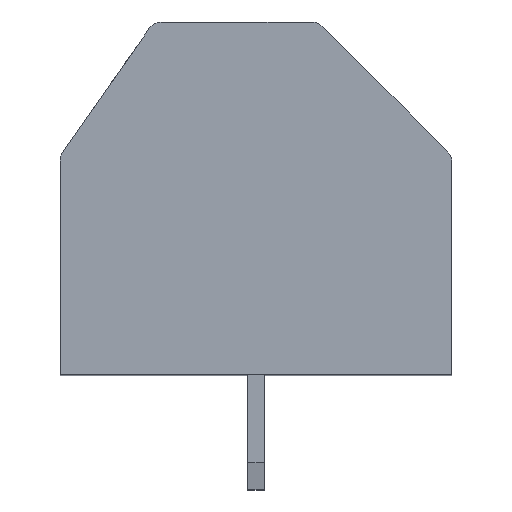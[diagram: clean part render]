
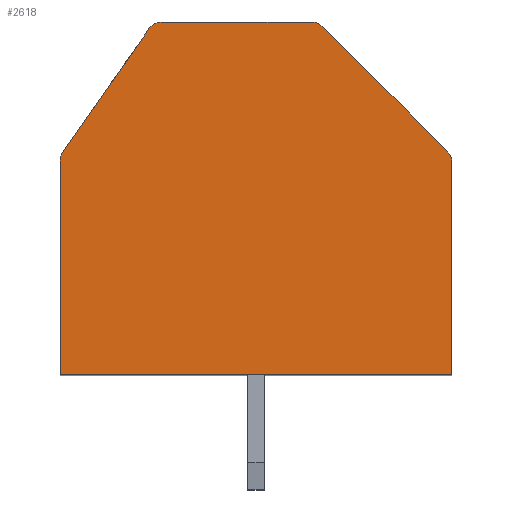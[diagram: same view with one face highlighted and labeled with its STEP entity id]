
A CAD part, top view. The second image highlights one B-rep face of the part: STEP entity #2618.
In plain terms, the highlighted planar face has unit normal (0, 0, 1).
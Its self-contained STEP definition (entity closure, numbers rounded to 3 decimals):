
#817=CARTESIAN_POINT('',(1.693,4.9,3.));
#818=DIRECTION('',(0.,0.,1.));
#819=DIRECTION('',(0.707,0.707,0.));
#820=AXIS2_PLACEMENT_3D('',#817,#818,#819);
#822=DIRECTION('',(-0.707,0.707,0.));
#823=VECTOR('',#822,5.384);
#824=CARTESIAN_POINT('',(5.854,1.446,3.));
#825=LINE('',#824,#823);
#826=CARTESIAN_POINT('',(5.5,1.093,3.));
#827=DIRECTION('',(0.,0.,1.));
#828=DIRECTION('',(1.,0.,0.));
#829=AXIS2_PLACEMENT_3D('',#826,#827,#828);
#831=DIRECTION('',(0.,1.,0.));
#832=VECTOR('',#831,6.493);
#833=CARTESIAN_POINT('',(6.,-5.4,3.));
#834=LINE('',#833,#832);
#835=DIRECTION('',(1.,0.,0.));
#836=VECTOR('',#835,12.);
#837=CARTESIAN_POINT('',(-6.,-5.4,3.));
#838=LINE('',#837,#836);
#839=DIRECTION('',(0.,-1.,0.));
#840=VECTOR('',#839,6.542);
#841=CARTESIAN_POINT('',(-6.,1.142,3.));
#842=LINE('',#841,#840);
#843=CARTESIAN_POINT('',(-5.5,1.142,3.));
#844=DIRECTION('',(0.,0.,1.));
#845=DIRECTION('',(-0.819,0.574,0.));
#846=AXIS2_PLACEMENT_3D('',#843,#844,#845);
#848=DIRECTION('',(-0.574,-0.819,0.));
#849=VECTOR('',#848,4.587);
#850=CARTESIAN_POINT('',(-3.278,5.187,3.));
#851=LINE('',#850,#849);
#852=CARTESIAN_POINT('',(-2.869,4.9,3.));
#853=DIRECTION('',(0.,0.,1.));
#854=DIRECTION('',(0.,1.,0.));
#855=AXIS2_PLACEMENT_3D('',#852,#853,#854);
#857=DIRECTION('',(-1.,0.,0.));
#858=VECTOR('',#857,4.562);
#859=CARTESIAN_POINT('',(1.693,5.4,3.));
#860=LINE('',#859,#858);
#1089=CARTESIAN_POINT('',(-6.,-5.4,3.));
#1090=CARTESIAN_POINT('',(6.,-5.4,3.));
#1091=VERTEX_POINT('',#1089);
#1092=VERTEX_POINT('',#1090);
#1249=CARTESIAN_POINT('',(2.046,5.254,3.));
#1250=VERTEX_POINT('',#1249);
#1251=CARTESIAN_POINT('',(1.693,5.4,3.));
#1252=VERTEX_POINT('',#1251);
#1257=CARTESIAN_POINT('',(6.,1.093,3.));
#1258=VERTEX_POINT('',#1257);
#1259=CARTESIAN_POINT('',(5.854,1.446,3.));
#1260=VERTEX_POINT('',#1259);
#1265=CARTESIAN_POINT('',(-2.869,5.4,3.));
#1266=VERTEX_POINT('',#1265);
#1267=CARTESIAN_POINT('',(-3.278,5.187,3.));
#1268=VERTEX_POINT('',#1267);
#1273=CARTESIAN_POINT('',(-5.91,1.429,3.));
#1274=VERTEX_POINT('',#1273);
#1275=CARTESIAN_POINT('',(-6.,1.142,3.));
#1276=VERTEX_POINT('',#1275);
#2601=CARTESIAN_POINT('',(0.,0.,3.));
#2602=DIRECTION('',(0.,0.,1.));
#2603=DIRECTION('',(1.,0.,0.));
#2604=AXIS2_PLACEMENT_3D('',#2601,#2602,#2603);
#2605=PLANE('',#2604);
#2606=ORIENTED_EDGE('',*,*,#1465,.F.);
#2607=ORIENTED_EDGE('',*,*,#1481,.F.);
#2608=ORIENTED_EDGE('',*,*,#2010,.F.);
#2609=ORIENTED_EDGE('',*,*,#2025,.F.);
#2610=ORIENTED_EDGE('',*,*,#2038,.F.);
#2611=ORIENTED_EDGE('',*,*,#2091,.F.);
#2612=ORIENTED_EDGE('',*,*,#2106,.F.);
#2613=ORIENTED_EDGE('',*,*,#2119,.F.);
#2614=ORIENTED_EDGE('',*,*,#2582,.F.);
#2615=ORIENTED_EDGE('',*,*,#2594,.F.);
#2616=EDGE_LOOP('',(#2606,#2607,#2608,#2609,#2610,#2611,#2612,#2613,#2614,
#2615));
#2617=FACE_OUTER_BOUND('',#2616,.F.);
#821=CIRCLE('',#820,0.5);
#830=CIRCLE('',#829,0.5);
#847=CIRCLE('',#846,0.5);
#856=CIRCLE('',#855,0.5);
#1465=EDGE_CURVE('',#1250,#1252,#821,.T.);
#1481=EDGE_CURVE('',#1260,#1250,#825,.T.);
#2010=EDGE_CURVE('',#1258,#1260,#830,.T.);
#2025=EDGE_CURVE('',#1092,#1258,#834,.T.);
#2038=EDGE_CURVE('',#1091,#1092,#838,.T.);
#2091=EDGE_CURVE('',#1276,#1091,#842,.T.);
#2106=EDGE_CURVE('',#1274,#1276,#847,.T.);
#2119=EDGE_CURVE('',#1268,#1274,#851,.T.);
#2582=EDGE_CURVE('',#1266,#1268,#856,.T.);
#2594=EDGE_CURVE('',#1252,#1266,#860,.T.);
#2618=ADVANCED_FACE('',(#2617),#2605,.T.);
